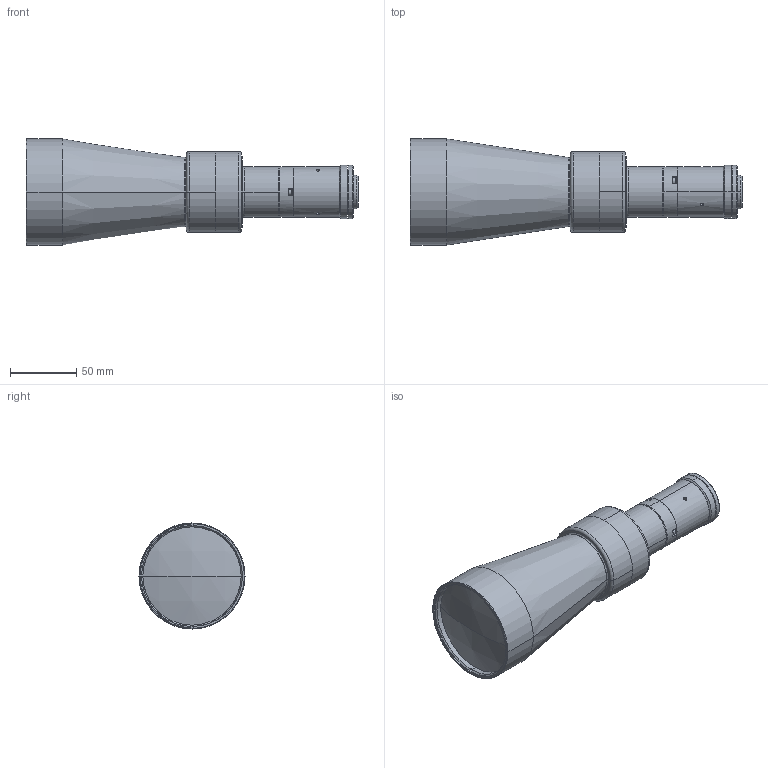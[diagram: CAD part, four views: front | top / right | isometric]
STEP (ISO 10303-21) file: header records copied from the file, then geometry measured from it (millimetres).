
FILE_DESCRIPTION (( 'STEP AP203' ), '1' );
FILE_NAME ('DP26379_TC3MHR056-C.step', '2020-09-03T15:28:30', ( '' ), ( '' ), 'SwSTEP 2.0', 'SolidWorks 2020', '' );
FILE_SCHEMA (( 'CONFIG_CONTROL_DESIGN' ));
Length unit declared in the file: millimetre
Products named in the file (1): DP26379_TC3MHR056-C
Bounding box: 250.21 x 80 x 80 mm (x, y, z)
Surface area: 68010.8 mm2 (no closed solid volume)
Topology: 0 solids, 17 shells, 120 faces, 352 edges, 247 vertices
Faces by surface type: cylinder 49, plane 33, cone 18, torus 18, sphere 2
Entity records: 4335 total; most frequent: CARTESIAN_POINT 968, DIRECTION 775, ORIENTED_EDGE 561, EDGE_CURVE 348, AXIS2_PLACEMENT_3D 326, VERTEX_POINT 247, CIRCLE 205, EDGE_LOOP 151
